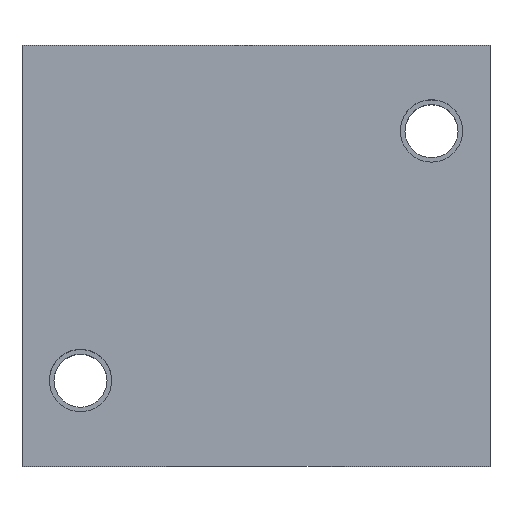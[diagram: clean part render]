
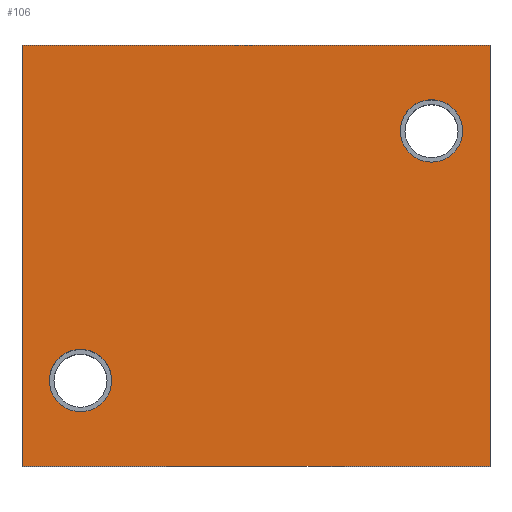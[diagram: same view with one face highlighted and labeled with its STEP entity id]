
A CAD part, top view. The second image highlights one B-rep face of the part: STEP entity #106.
In plain terms, the highlighted planar face has unit normal (0, 0, 1).
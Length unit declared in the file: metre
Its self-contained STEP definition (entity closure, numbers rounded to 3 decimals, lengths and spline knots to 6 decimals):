
#106 = ADVANCED_FACE( '', ( #227, #228, #229 ), #230, .T. );
#227 = FACE_BOUND( '', #348, .T. );
#228 = FACE_OUTER_BOUND( '', #349, .T. );
#229 = FACE_BOUND( '', #350, .T. );
#230 = PLANE( '', #351 );
#348 = EDGE_LOOP( '', ( #574 ) );
#349 = EDGE_LOOP( '', ( #575, #576, #577, #578 ) );
#350 = EDGE_LOOP( '', ( #579 ) );
#351 = AXIS2_PLACEMENT_3D( '', #580, #581, #582 );
#574 = ORIENTED_EDGE( '', *, *, #710, .T. );
#575 = ORIENTED_EDGE( '', *, *, #743, .F. );
#576 = ORIENTED_EDGE( '', *, *, #744, .F. );
#577 = ORIENTED_EDGE( '', *, *, #681, .T. );
#578 = ORIENTED_EDGE( '', *, *, #726, .T. );
#579 = ORIENTED_EDGE( '', *, *, #733, .T. );
#580 = CARTESIAN_POINT( '', ( -0.03, -0.027, 0.025 ) );
#581 = DIRECTION( '', ( 0., 0., 1. ) );
#582 = DIRECTION( '', ( 1., 0., 0. ) );
#681 = EDGE_CURVE( '', #813, #811, #814, .T. );
#710 = EDGE_CURVE( '', #859, #859, #860, .T. );
#726 = EDGE_CURVE( '', #811, #880, #882, .T. );
#733 = EDGE_CURVE( '', #890, #890, #891, .T. );
#743 = EDGE_CURVE( '', #902, #880, #903, .T. );
#744 = EDGE_CURVE( '', #813, #902, #904, .T. );
#811 = VERTEX_POINT( '', #1091 );
#813 = VERTEX_POINT( '', #1094 );
#814 = LINE( '', #1095, #1096 );
#859 = VERTEX_POINT( '', #1155 );
#860 = CIRCLE( '', #1156, 0.004 );
#880 = VERTEX_POINT( '', #1185 );
#882 = LINE( '', #1188, #1189 );
#890 = VERTEX_POINT( '', #1198 );
#891 = CIRCLE( '', #1199, 0.004 );
#902 = VERTEX_POINT( '', #1215 );
#903 = LINE( '', #1216, #1217 );
#904 = LINE( '', #1218, #1219 );
#1091 = CARTESIAN_POINT( '', ( 0.03, -0.027, 0.025 ) );
#1094 = CARTESIAN_POINT( '', ( -0.03, -0.027, 0.025 ) );
#1095 = CARTESIAN_POINT( '', ( -0.03, -0.027, 0.025 ) );
#1096 = VECTOR( '', #1273, 1. );
#1155 = CARTESIAN_POINT( '', ( 0.0225, 0.02, 0.025 ) );
#1156 = AXIS2_PLACEMENT_3D( '', #1306, #1307, #1308 );
#1185 = CARTESIAN_POINT( '', ( 0.03, 0.027, 0.025 ) );
#1188 = CARTESIAN_POINT( '', ( 0.03, -0.027, 0.025 ) );
#1189 = VECTOR( '', #1322, 1. );
#1198 = CARTESIAN_POINT( '', ( -0.0225, -0.012, 0.025 ) );
#1199 = AXIS2_PLACEMENT_3D( '', #1327, #1328, #1329 );
#1215 = CARTESIAN_POINT( '', ( -0.03, 0.027, 0.025 ) );
#1216 = CARTESIAN_POINT( '', ( -0.03, 0.027, 0.025 ) );
#1217 = VECTOR( '', #1335, 1. );
#1218 = CARTESIAN_POINT( '', ( -0.03, -0.027, 0.025 ) );
#1219 = VECTOR( '', #1336, 1. );
#1273 = DIRECTION( '', ( 1., 0., 0. ) );
#1306 = CARTESIAN_POINT( '', ( 0.0225, 0.016, 0.025 ) );
#1307 = DIRECTION( '', ( 0., 0., -1. ) );
#1308 = DIRECTION( '', ( 0., 1., 0. ) );
#1322 = DIRECTION( '', ( 0., 1., 0. ) );
#1327 = CARTESIAN_POINT( '', ( -0.0225, -0.016, 0.025 ) );
#1328 = DIRECTION( '', ( 0., 0., -1. ) );
#1329 = DIRECTION( '', ( 0., 1., 0. ) );
#1335 = DIRECTION( '', ( 1., 0., 0. ) );
#1336 = DIRECTION( '', ( 0., 1., 0. ) );
